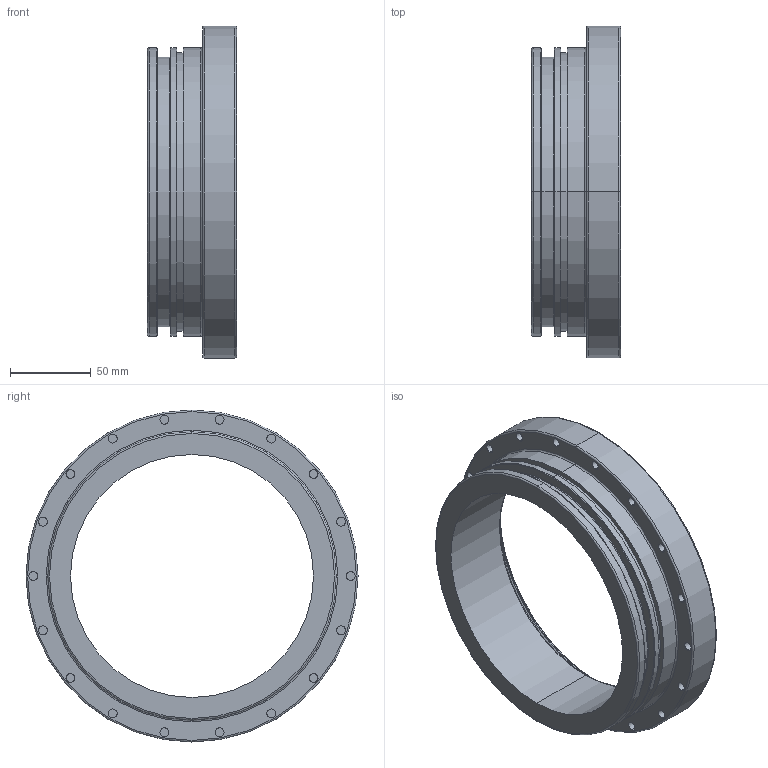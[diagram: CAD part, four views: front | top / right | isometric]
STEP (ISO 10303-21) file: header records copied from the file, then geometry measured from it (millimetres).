
FILE_DESCRIPTION (( 'STEP AP203' ), '1' );
FILE_NAME ('V8690.STEP', '2022-06-10T15:13:38', ( '' ), ( '' ), 'SwSTEP 2.0', 'SolidWorks 2020', '' );
FILE_SCHEMA (( 'CONFIG_CONTROL_DESIGN' ));
Length unit declared in the file: millimetre
Products named in the file (1): V8690
Bounding box: 55 x 205 x 205 mm (x, y, z)
Volume: 485911.2 mm3; surface area: 96941.6 mm2
Topology: 1 solids, 1 shells, 115 faces, 230 edges, 142 vertices
Faces by surface type: cylinder 52, torus 28, plane 27, cone 8
Entity records: 3123 total; most frequent: DIRECTION 632, CARTESIAN_POINT 488, ORIENTED_EDGE 460, AXIS2_PLACEMENT_3D 286, EDGE_CURVE 230, CIRCLE 170, VERTEX_POINT 142, EDGE_LOOP 142
